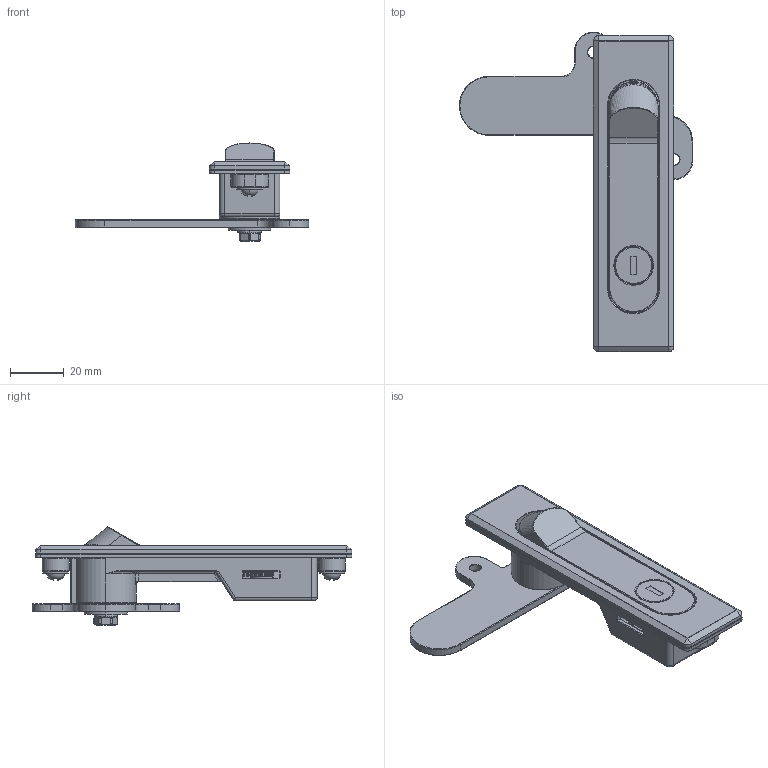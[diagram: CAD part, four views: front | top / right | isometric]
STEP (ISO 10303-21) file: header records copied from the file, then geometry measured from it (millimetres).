
FILE_DESCRIPTION (( 'STEP AP214' ), '1' );
FILE_NAME ('SLS-2190.STEP', '2021-11-04T02:46:13', ( '' ), ( '' ), 'SwSTEP 2.0', 'SolidWorks 2016', '' );
FILE_SCHEMA (( 'AUTOMOTIVE_DESIGN' ));
Length unit declared in the file: millimetre
Products named in the file (17): 擋片; 波形華司; 滖嵞; 翋闚; O虐; 忒梟; 圓形墊片; 熵陑; 防水膠條; 平華司(圓); M5蹟緲(2); M5蹟緲(3); 嘐隅蹟緲; SLS-2190; 嘐隅釱; 鎖心擋板; M5蹟緲(1)
Assembly tree (19 placements, depth 2):
  SLS-2190
    翋闚
    滖嵞
    O虐
    波形華司
    平華司(圓)
    忒梟
    熵陑
    鎖心擋板
    防水膠條
    嘐隅釱  x2
    嘐隅蹟緲  x2
    圓形墊片  x2
    擋片
    M5蹟緲(3)
    M5蹟緲(2)
    M5蹟緲(1)
Bounding box: 87 x 119.3 x 36.56 mm (x, y, z)
Volume: 37424.2 mm3; surface area: 35015.5 mm2
Topology: 19 solids, 19 shells, 1404 faces, 3202 edges, 1753 vertices
Faces by surface type: cylinder 522, torus 361, plane 245, bspline 184, sphere 70, cone 22
Entity records: 44122 total; most frequent: CARTESIAN_POINT 15788, DIRECTION 6232, ORIENTED_EDGE 5622, EDGE_CURVE 2811, AXIS2_PLACEMENT_3D 2640, VERTEX_POINT 1583, CIRCLE 1509, EDGE_LOOP 1324
